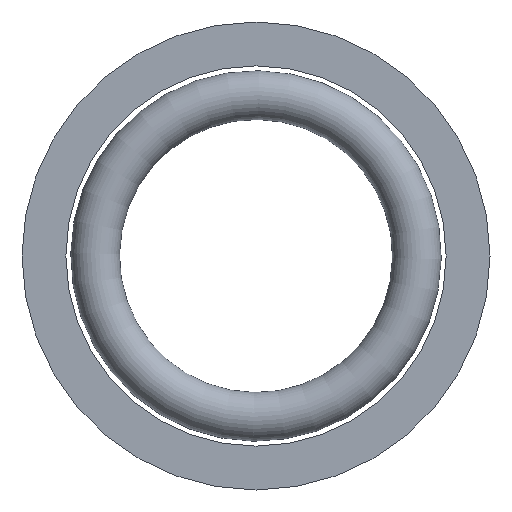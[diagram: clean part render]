
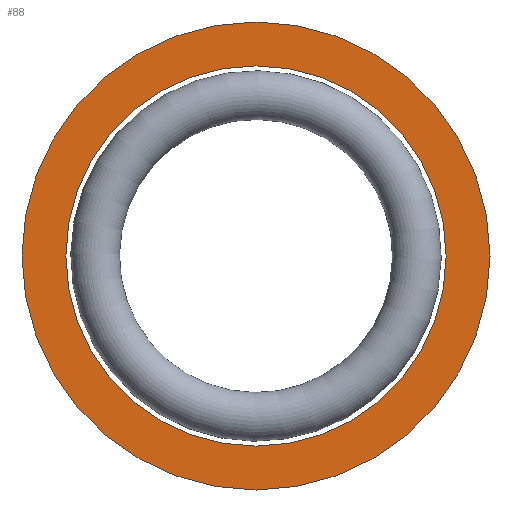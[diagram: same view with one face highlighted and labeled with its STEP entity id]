
A CAD part, left-side view. The second image highlights one B-rep face of the part: STEP entity #88.
In plain terms, the highlighted planar face has unit normal (-1, 0, 0).
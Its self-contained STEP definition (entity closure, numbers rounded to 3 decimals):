
#29=FACE_BOUND('',#42,.T.);
#31=PLANE('',#163);
#35=FACE_OUTER_BOUND('',#41,.T.);
#41=EDGE_LOOP('',(#77));
#42=EDGE_LOOP('',(#78));
#49=CIRCLE('',#158,12.);
#51=CIRCLE('',#162,9.75);
#55=VERTEX_POINT('',#209);
#57=VERTEX_POINT('',#216);
#61=EDGE_CURVE('',#55,#55,#49,.T.);
#64=EDGE_CURVE('',#57,#57,#51,.T.);
#77=ORIENTED_EDGE('',*,*,#61,.F.);
#78=ORIENTED_EDGE('',*,*,#64,.T.);
#88=ADVANCED_FACE('',(#35,#29),#31,.T.);
#158=AXIS2_PLACEMENT_3D('',#211,#179,#180);
#162=AXIS2_PLACEMENT_3D('',#218,#188,#189);
#163=AXIS2_PLACEMENT_3D('',#219,#190,#191);
#179=DIRECTION('center_axis',(1.,0.,0.));
#180=DIRECTION('ref_axis',(0.,0.,-1.));
#188=DIRECTION('center_axis',(1.,0.,0.));
#189=DIRECTION('ref_axis',(0.,0.,-1.));
#190=DIRECTION('center_axis',(-1.,0.,0.));
#191=DIRECTION('ref_axis',(0.,0.,1.));
#209=CARTESIAN_POINT('',(0.,-12.,0.));
#211=CARTESIAN_POINT('Origin',(0.,0.,0.));
#216=CARTESIAN_POINT('',(0.,-9.75,0.));
#218=CARTESIAN_POINT('Origin',(0.,0.,0.));
#219=CARTESIAN_POINT('Origin',(0.,12.,0.));
